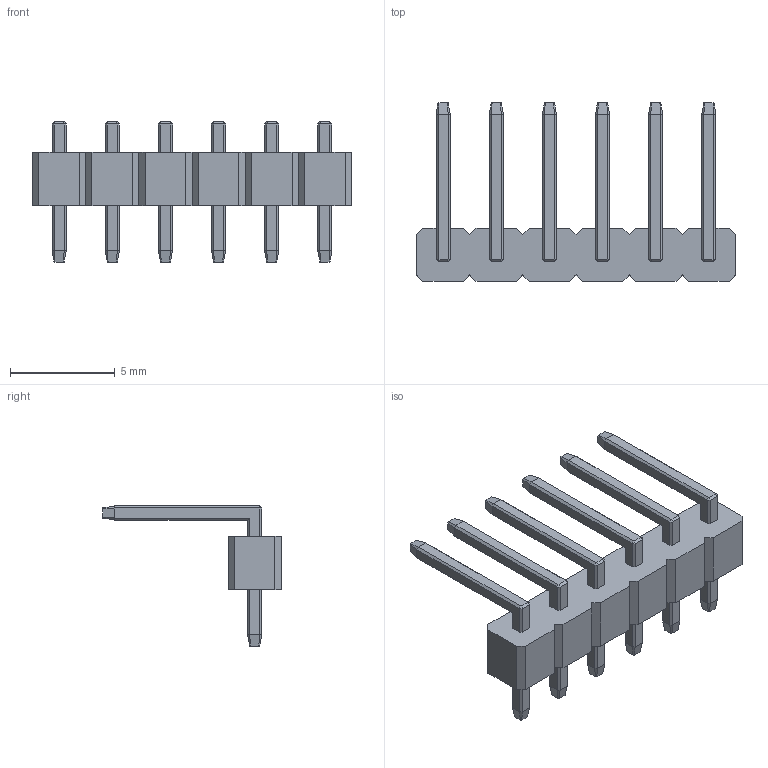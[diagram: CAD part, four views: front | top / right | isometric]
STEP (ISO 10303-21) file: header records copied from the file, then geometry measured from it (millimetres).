
FILE_DESCRIPTION(/* description */ (''),/* implementation_level */ '2;1');
FILE_NAME(/* name */ 'pin_header_6pin_90degree v2.step',/* time_stamp */ '2025-08-24T20:11:27+02:00',/* author */ (''),/* organization */ (''),/* preprocessor_version */ 'ST-DEVELOPER v20.1',/* originating_system */ 'Autodesk Translation Framework v14.10.0.0',/* authorisation */ '');
FILE_SCHEMA (('AUTOMOTIVE_DESIGN { 1 0 10303 214 3 1 1 }'));
Length unit declared in the file: millimetre
Products named in the file (1): pin_header_6pin_90degree
Bounding box: 15.24 x 8.53 x 6.7 mm (x, y, z)
Volume: 124.2 mm3; surface area: 406.3 mm2
Topology: 7 solids, 7 shells, 298 faces, 720 edges, 436 vertices
Faces by surface type: plane 298
Entity records: 8393 total; most frequent: CARTESIAN_POINT 1455, ORIENTED_EDGE 1440, DIRECTION 1318, LINE 720, VECTOR 720, EDGE_CURVE 720, VERTEX_POINT 436, EDGE_LOOP 310
